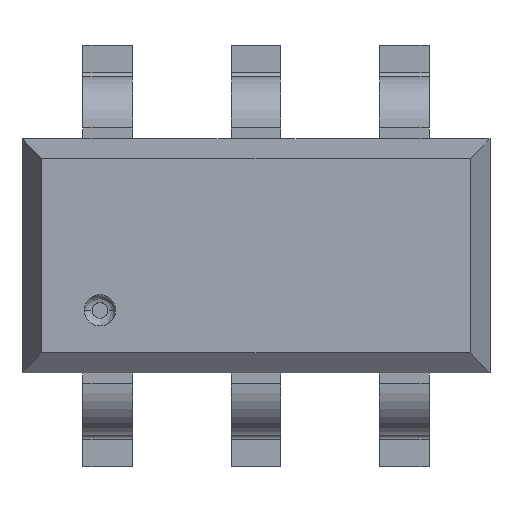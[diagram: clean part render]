
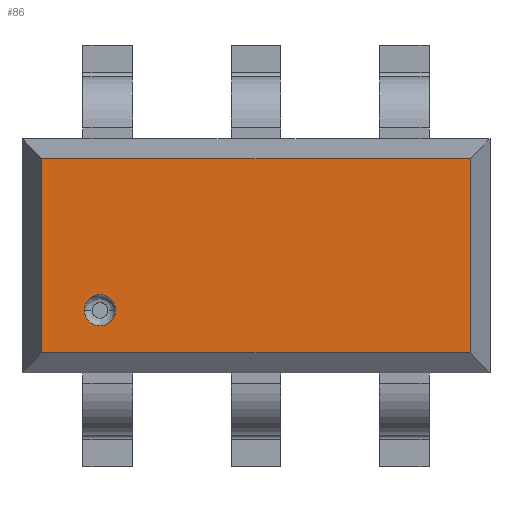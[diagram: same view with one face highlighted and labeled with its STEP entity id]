
A CAD part, top view. The second image highlights one B-rep face of the part: STEP entity #86.
In plain terms, the highlighted planar face has unit normal (0, 0, 1).
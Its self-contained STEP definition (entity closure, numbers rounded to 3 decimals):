
#33 = VERTEX_POINT('',#34);
#34 = CARTESIAN_POINT('',(-0.9,-0.35,1.));
#55 = VERTEX_POINT('',#56);
#56 = CARTESIAN_POINT('',(-1.1,-0.35,1.));
#63 = EDGE_CURVE('',#33,#55,#64,.T.);
#64 = CIRCLE('',#65,0.1);
#65 = AXIS2_PLACEMENT_3D('',#66,#67,#68);
#66 = CARTESIAN_POINT('',(-1.,-0.35,1.));
#67 = DIRECTION('',(0.,0.,1.));
#68 = DIRECTION('',(1.,0.,0.));
#86 = ADVANCED_FACE('',(#87,#121),#131,.F.);
#87 = FACE_BOUND('',#88,.T.);
#88 = EDGE_LOOP('',(#89,#99,#107,#115));
#89 = ORIENTED_EDGE('',*,*,#90,.F.);
#90 = EDGE_CURVE('',#91,#93,#95,.T.);
#91 = VERTEX_POINT('',#92);
#92 = CARTESIAN_POINT('',(-1.373,-0.623,1.));
#93 = VERTEX_POINT('',#94);
#94 = CARTESIAN_POINT('',(-1.373,0.623,1.));
#95 = LINE('',#96,#97);
#96 = CARTESIAN_POINT('',(-1.373,0.75,1.));
#97 = VECTOR('',#98,1.);
#98 = DIRECTION('',(0.,1.,0.));
#99 = ORIENTED_EDGE('',*,*,#100,.F.);
#100 = EDGE_CURVE('',#101,#91,#103,.T.);
#101 = VERTEX_POINT('',#102);
#102 = CARTESIAN_POINT('',(1.373,-0.623,1.));
#103 = LINE('',#104,#105);
#104 = CARTESIAN_POINT('',(1.5,-0.623,1.));
#105 = VECTOR('',#106,1.);
#106 = DIRECTION('',(-1.,0.,0.));
#107 = ORIENTED_EDGE('',*,*,#108,.F.);
#108 = EDGE_CURVE('',#109,#101,#111,.T.);
#109 = VERTEX_POINT('',#110);
#110 = CARTESIAN_POINT('',(1.373,0.623,1.));
#111 = LINE('',#112,#113);
#112 = CARTESIAN_POINT('',(1.373,0.75,1.));
#113 = VECTOR('',#114,1.);
#114 = DIRECTION('',(0.,-1.,0.));
#115 = ORIENTED_EDGE('',*,*,#116,.F.);
#116 = EDGE_CURVE('',#93,#109,#117,.T.);
#117 = LINE('',#118,#119);
#118 = CARTESIAN_POINT('',(1.5,0.623,1.));
#119 = VECTOR('',#120,1.);
#120 = DIRECTION('',(1.,0.,0.));
#121 = FACE_BOUND('',#122,.T.);
#122 = EDGE_LOOP('',(#123,#124));
#123 = ORIENTED_EDGE('',*,*,#63,.F.);
#124 = ORIENTED_EDGE('',*,*,#125,.F.);
#125 = EDGE_CURVE('',#55,#33,#126,.T.);
#126 = CIRCLE('',#127,0.1);
#127 = AXIS2_PLACEMENT_3D('',#128,#129,#130);
#128 = CARTESIAN_POINT('',(-1.,-0.35,1.));
#129 = DIRECTION('',(0.,0.,1.));
#130 = DIRECTION('',(1.,0.,0.));
#131 = PLANE('',#132);
#132 = AXIS2_PLACEMENT_3D('',#133,#134,#135);
#133 = CARTESIAN_POINT('',(1.5,0.75,1.));
#134 = DIRECTION('',(0.,0.,-1.));
#135 = DIRECTION('',(-1.,0.,0.));
